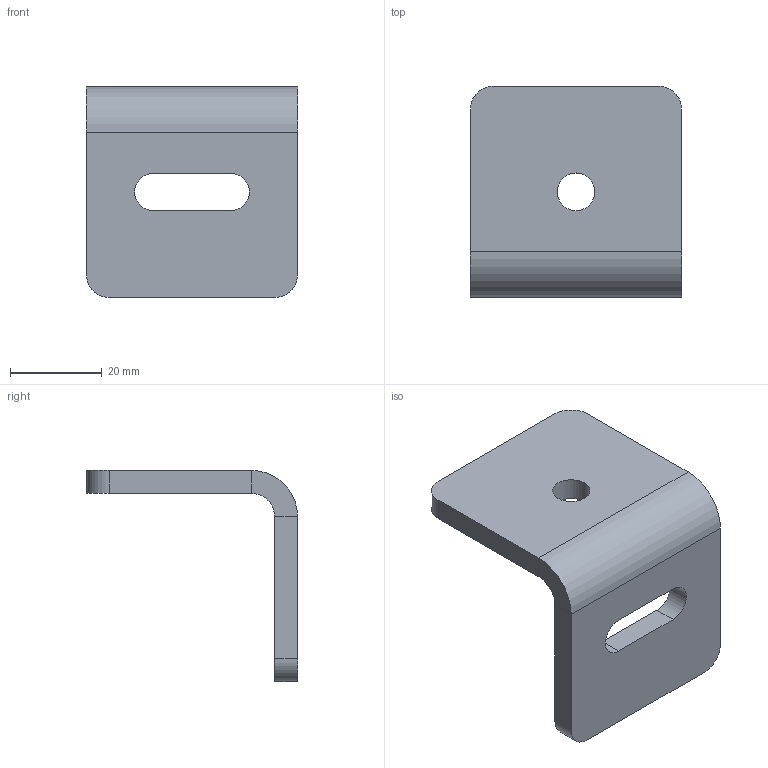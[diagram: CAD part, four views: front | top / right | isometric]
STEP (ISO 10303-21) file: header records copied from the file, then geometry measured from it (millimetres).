
FILE_DESCRIPTION (( 'STEP AP214' ), '1' );
FILE_NAME ('Ñáîðêà4.STEP', '2023-06-30T12:54:44', ( '' ), ( '' ), 'SwSTEP 2.0', 'SolidWorks 2022', '' );
FILE_SCHEMA (( 'AUTOMOTIVE_DESIGN' ));
Length unit declared in the file: millimetre
Products named in the file (2): A700 SNSS.40.50.044  Уголок междусерийный 40-50_00; Сборка4
Assembly tree (1 placements, depth 2):
  Сборка4
    A700 SNSS.40.50.044  Уголок междусерийный 40-50_00
Bounding box: 46 x 46 x 46 mm (x, y, z)
Volume: 17945.4 mm3; surface area: 8858.7 mm2
Topology: 1 solids, 1 shells, 24 faces, 58 edges, 36 vertices
Faces by surface type: plane 14, cylinder 10
Entity records: 772 total; most frequent: DIRECTION 134, CARTESIAN_POINT 122, ORIENTED_EDGE 116, EDGE_CURVE 58, AXIS2_PLACEMENT_3D 48, LINE 38, VECTOR 38, VERTEX_POINT 36
